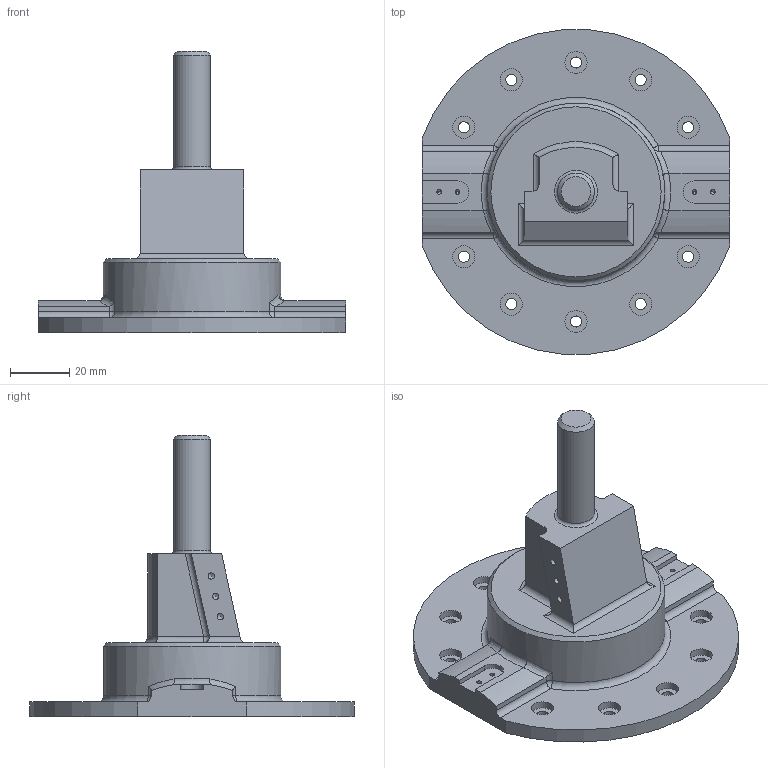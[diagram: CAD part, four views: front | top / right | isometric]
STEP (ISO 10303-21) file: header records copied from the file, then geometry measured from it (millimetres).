
FILE_DESCRIPTION (( 'STEP AP214' ), '1' );
FILE_NAME ('nist_ctc_05-55mm-A.STEP', '2024-08-24T19:04:40', ( '' ), ( '' ), 'SwSTEP 2.0', 'SolidWorks 2023', '' );
FILE_SCHEMA (( 'AUTOMOTIVE_DESIGN' ));
Length unit declared in the file: inch
Products named in the file (1): nist_ctc_05-55mm-A
Bounding box: 103.75 x 109.63 x 95 mm (x, y, z)
Volume: 97096.6 mm3; surface area: 33199.6 mm2
Topology: 1 solids, 1 shells, 164 faces, 441 edges, 284 vertices
Faces by surface type: cylinder 69, plane 62, cone 17, torus 6, sphere 6, bspline 4
Full cylindrical faces by diameter (mm): 1.562 x4, 2.109 x6, 3.75 x10, 7.5 x10, 12.5 x1, 50 x1, 60 x1
Entity records: 7157 total; most frequent: CARTESIAN_POINT 1296, DIRECTION 773, ORIENTED_EDGE 698, EDGE_CURVE 349, AXIS2_PLACEMENT_3D 301, VERTEX_POINT 249, EDGE_LOOP 246, FACE_OUTER_BOUND 198
